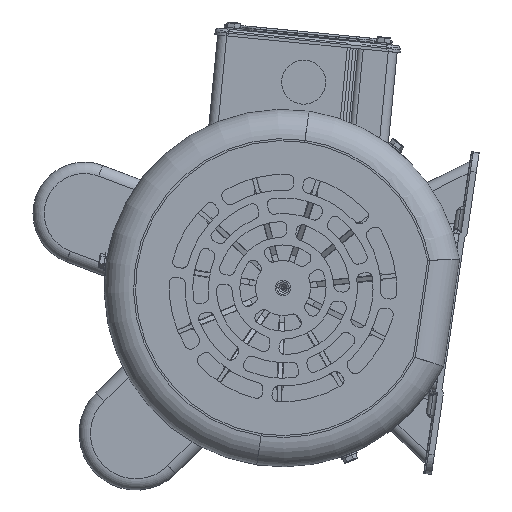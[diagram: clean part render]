
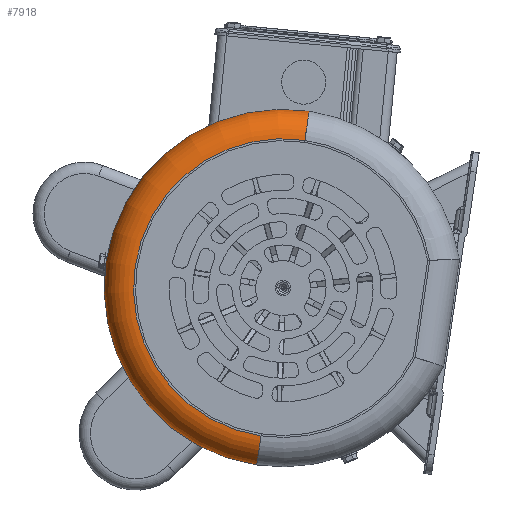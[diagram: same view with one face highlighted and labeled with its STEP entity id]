
A CAD part, left-side view. The second image highlights one B-rep face of the part: STEP entity #7918.
In plain terms, the highlighted toroidal (fillet/blend) face has major radius 76.25 mm and minor radius 15 mm.
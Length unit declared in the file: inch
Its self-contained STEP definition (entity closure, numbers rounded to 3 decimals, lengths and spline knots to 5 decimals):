
#903 = DIRECTION ( 'NONE',  ( 0., 1., 0. ) ) ;
#2536 = DIRECTION ( 'NONE',  ( 1., 0., 0. ) ) ;
#4667 = AXIS2_PLACEMENT_3D ( 'NONE', #100266, #53301, #6331 ) ;
#6331 = DIRECTION ( 'NONE',  ( 0., 0., -1. ) ) ;
#7918 = ADVANCED_FACE ( 'NONE', ( #32353 ), #53211, .T. ) ;
#13554 = CIRCLE ( 'NONE', #63997, 0.59055 ) ;
#16446 = DIRECTION ( 'NONE',  ( 0., 0., 1. ) ) ;
#17701 = EDGE_LOOP ( 'NONE', ( #52332, #53690, #19064, #30706 ) ) ;
#19064 = ORIENTED_EDGE ( 'NONE', *, *, #77137, .F. ) ;
#21890 = AXIS2_PLACEMENT_3D ( 'NONE', #96449, #49530, #2536 ) ;
#23327 = AXIS2_PLACEMENT_3D ( 'NONE', #75272, #67001, #83221 ) ;
#29408 = EDGE_CURVE ( 'NONE', #60045, #69152, #55418, .T. ) ;
#30706 = ORIENTED_EDGE ( 'NONE', *, *, #29408, .F. ) ;
#32353 = FACE_OUTER_BOUND ( 'NONE', #17701, .T. ) ;
#36898 = EDGE_CURVE ( 'NONE', #69518, #37345, #13554, .T. ) ;
#37345 = VERTEX_POINT ( 'NONE', #62457 ) ;
#43815 = EDGE_CURVE ( 'NONE', #69518, #60045, #77483, .T. ) ;
#45598 = AXIS2_PLACEMENT_3D ( 'NONE', #63328, #16446, #71248 ) ;
#47924 = CARTESIAN_POINT ( 'NONE',  ( -3.00197, 0., 0. ) ) ;
#49530 = DIRECTION ( 'NONE',  ( 0., 0., -1. ) ) ;
#52332 = ORIENTED_EDGE ( 'NONE', *, *, #43815, .F. ) ;
#53211 = TOROIDAL_SURFACE ( 'NONE', #23327, 3.00197, 0.59055 ) ;
#53301 = DIRECTION ( 'NONE',  ( 0., -1., 0. ) ) ;
#53690 = ORIENTED_EDGE ( 'NONE', *, *, #36898, .T. ) ;
#55418 = CIRCLE ( 'NONE', #4667, 0.59055 ) ;
#55752 = DIRECTION ( 'NONE',  ( -1., 0., 0. ) ) ;
#60045 = VERTEX_POINT ( 'NONE', #72865 ) ;
#62457 = CARTESIAN_POINT ( 'NONE',  ( -3.00197, 0., 0.59055 ) ) ;
#63328 = CARTESIAN_POINT ( 'NONE',  ( 0., 0., 0.59055 ) ) ;
#63997 = AXIS2_PLACEMENT_3D ( 'NONE', #47924, #903, #55752 ) ;
#67001 = DIRECTION ( 'NONE',  ( 0., 0., 1. ) ) ;
#69152 = VERTEX_POINT ( 'NONE', #101663 ) ;
#69518 = VERTEX_POINT ( 'NONE', #92631 ) ;
#71248 = DIRECTION ( 'NONE',  ( 1., 0., 0. ) ) ;
#72865 = CARTESIAN_POINT ( 'NONE',  ( 3.59252, 0., 0. ) ) ;
#75272 = CARTESIAN_POINT ( 'NONE',  ( 0., 0., 0. ) ) ;
#77137 = EDGE_CURVE ( 'NONE', #69152, #37345, #97803, .T. ) ;
#77483 = CIRCLE ( 'NONE', #21890, 3.59252 ) ;
#83221 = DIRECTION ( 'NONE',  ( 1., 0., 0. ) ) ;
#92631 = CARTESIAN_POINT ( 'NONE',  ( -3.59252, 0., 0. ) ) ;
#96449 = CARTESIAN_POINT ( 'NONE',  ( 0., 0., 0. ) ) ;
#97803 = CIRCLE ( 'NONE', #45598, 3.00197 ) ;
#100266 = CARTESIAN_POINT ( 'NONE',  ( 3.00197, 0., 0. ) ) ;
#101663 = CARTESIAN_POINT ( 'NONE',  ( 3.00197, 0., 0.59055 ) ) ;
